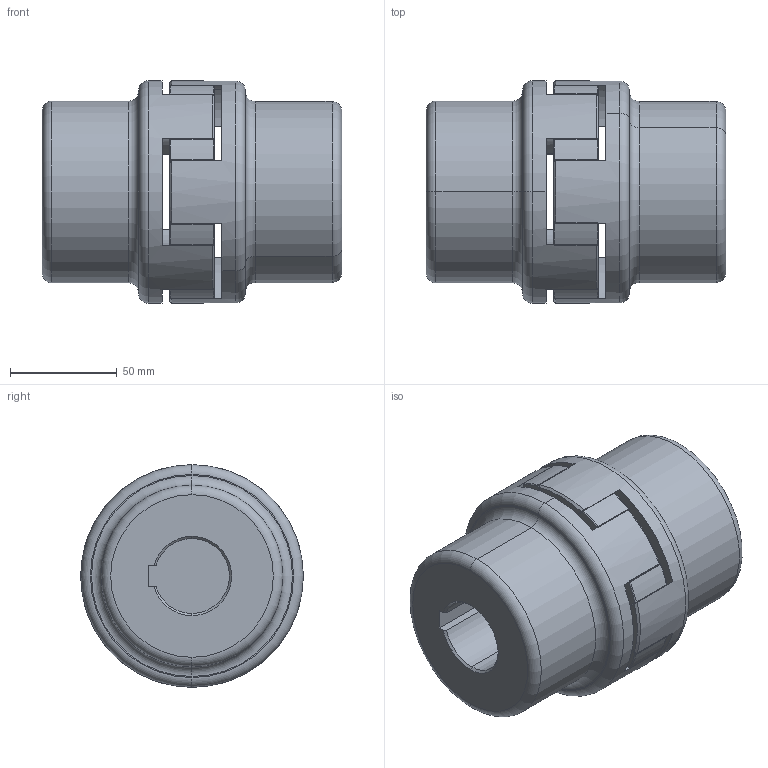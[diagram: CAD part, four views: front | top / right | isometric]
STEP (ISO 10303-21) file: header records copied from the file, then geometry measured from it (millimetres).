
FILE_DESCRIPTION (( 'STEP AP203' ), '1' );
FILE_NAME ('SPRZEGLO KLOWE GE-T 48.STEP', '2021-05-07T16:25:25', ( '911' ), ( '' ), 'SwSTEP 2.0', 'SolidWorks 2018', '' );
FILE_SCHEMA (( 'CONFIG_CONTROL_DESIGN' ));
Length unit declared in the file: millimetre
Products named in the file (4): SPRZEGLO KLOWE GE-T 48; SPRZEGLO KLOWE GE-T 48-A 60-B Fi35; WKLADKA LACZNIK SPRZEGLO KLOWE GE-T 48-A 60-B; SPRZEGLO KLOWE GE-T 48-A 60-B Fi40
Assembly tree (3 placements, depth 2):
  SPRZEGLO KLOWE GE-T 48
    SPRZEGLO KLOWE GE-T 48-A 60-B Fi35
    WKLADKA LACZNIK SPRZEGLO KLOWE GE-T 48-A 60-B
    SPRZEGLO KLOWE GE-T 48-A 60-B Fi40
Bounding box: 140 x 104 x 104 mm (x, y, z)
Volume: 741230.4 mm3; surface area: 110967.6 mm2
Topology: 3 solids, 3 shells, 265 faces, 629 edges, 366 vertices
Faces by surface type: cylinder 101, torus 90, sphere 36, plane 24, cone 14
Entity records: 8183 total; most frequent: DIRECTION 1533, CARTESIAN_POINT 1526, ORIENTED_EDGE 1226, AXIS2_PLACEMENT_3D 701, EDGE_CURVE 613, CIRCLE 430, VERTEX_POINT 358, EDGE_LOOP 273
